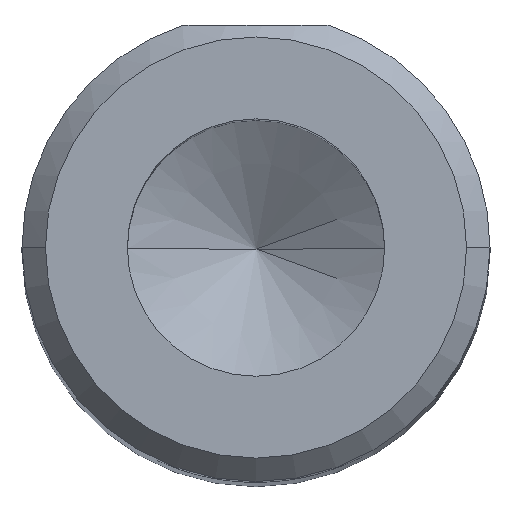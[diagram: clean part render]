
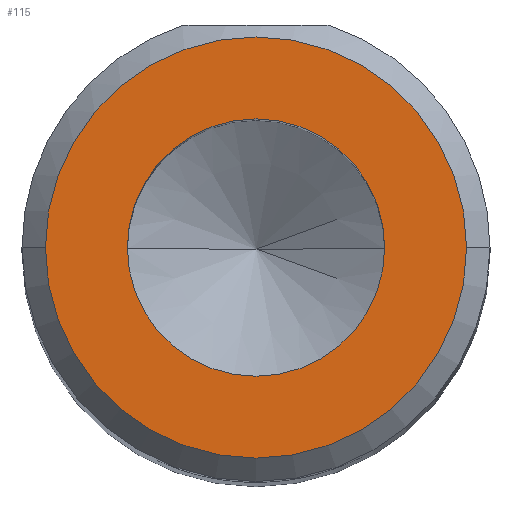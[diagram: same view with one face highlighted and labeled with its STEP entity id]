
A CAD part, top view. The second image highlights one B-rep face of the part: STEP entity #115.
In plain terms, the highlighted planar face has unit normal (0, 0, 1).
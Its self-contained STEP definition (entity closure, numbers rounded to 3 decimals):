
#7 = AXIS2_PLACEMENT_3D ( 'NONE', #841, #287, #937 ) ;
#32 = DIRECTION ( 'NONE',  ( 1., 0., 0. ) ) ;
#50 = DIRECTION ( 'NONE',  ( 0., 0., 1. ) ) ;
#55 = DIRECTION ( 'NONE',  ( 1., 0., 0. ) ) ;
#74 = CIRCLE ( 'NONE', #130, 2.7 ) ;
#83 = AXIS2_PLACEMENT_3D ( 'NONE', #168, #824, #270 ) ;
#115 = ADVANCED_FACE ( 'NONE', ( #679, #441 ), #624, .T. ) ;
#130 = AXIS2_PLACEMENT_3D ( 'NONE', #1182, #612, #32 ) ;
#168 = CARTESIAN_POINT ( 'NONE',  ( 0., 0., 20. ) ) ;
#207 = EDGE_LOOP ( 'NONE', ( #1160, #1143 ) ) ;
#270 = DIRECTION ( 'NONE',  ( 1., 0., 0. ) ) ;
#287 = DIRECTION ( 'NONE',  ( 0., 0., 1. ) ) ;
#432 = DIRECTION ( 'NONE',  ( 0., 0., 1. ) ) ;
#441 = FACE_BOUND ( 'NONE', #603, .T. ) ;
#492 = VERTEX_POINT ( 'NONE', #1132 ) ;
#528 = CIRCLE ( 'NONE', #711, 1.65 ) ;
#550 = AXIS2_PLACEMENT_3D ( 'NONE', #1111, #50, #55 ) ;
#565 = CIRCLE ( 'NONE', #7, 1.65 ) ;
#603 = EDGE_LOOP ( 'NONE', ( #688, #645 ) ) ;
#612 = DIRECTION ( 'NONE',  ( 0., 0., 1. ) ) ;
#624 = PLANE ( 'NONE',  #550 ) ;
#645 = ORIENTED_EDGE ( 'NONE', *, *, #912, .F. ) ;
#646 = CIRCLE ( 'NONE', #83, 2.7 ) ;
#679 = FACE_OUTER_BOUND ( 'NONE', #207, .T. ) ;
#688 = ORIENTED_EDGE ( 'NONE', *, *, #1155, .F. ) ;
#711 = AXIS2_PLACEMENT_3D ( 'NONE', #994, #432, #1099 ) ;
#719 = CARTESIAN_POINT ( 'NONE',  ( -2.7, 0., 20. ) ) ;
#753 = VERTEX_POINT ( 'NONE', #1053 ) ;
#824 = DIRECTION ( 'NONE',  ( 0., 0., 1. ) ) ;
#840 = EDGE_CURVE ( 'NONE', #492, #1247, #646, .T. ) ;
#841 = CARTESIAN_POINT ( 'NONE',  ( 0., 0., 20. ) ) ;
#843 = VERTEX_POINT ( 'NONE', #1214 ) ;
#912 = EDGE_CURVE ( 'NONE', #753, #843, #565, .T. ) ;
#937 = DIRECTION ( 'NONE',  ( 1., 0., 0. ) ) ;
#994 = CARTESIAN_POINT ( 'NONE',  ( 0., 0., 20. ) ) ;
#1053 = CARTESIAN_POINT ( 'NONE',  ( -1.65, 0., 20. ) ) ;
#1099 = DIRECTION ( 'NONE',  ( 1., 0., 0. ) ) ;
#1111 = CARTESIAN_POINT ( 'NONE',  ( 0., 0., 20. ) ) ;
#1132 = CARTESIAN_POINT ( 'NONE',  ( 2.7, 0., 20. ) ) ;
#1141 = EDGE_CURVE ( 'NONE', #1247, #492, #74, .T. ) ;
#1143 = ORIENTED_EDGE ( 'NONE', *, *, #840, .T. ) ;
#1155 = EDGE_CURVE ( 'NONE', #843, #753, #528, .T. ) ;
#1160 = ORIENTED_EDGE ( 'NONE', *, *, #1141, .T. ) ;
#1182 = CARTESIAN_POINT ( 'NONE',  ( 0., 0., 20. ) ) ;
#1214 = CARTESIAN_POINT ( 'NONE',  ( 1.65, 0., 20. ) ) ;
#1247 = VERTEX_POINT ( 'NONE', #719 ) ;
